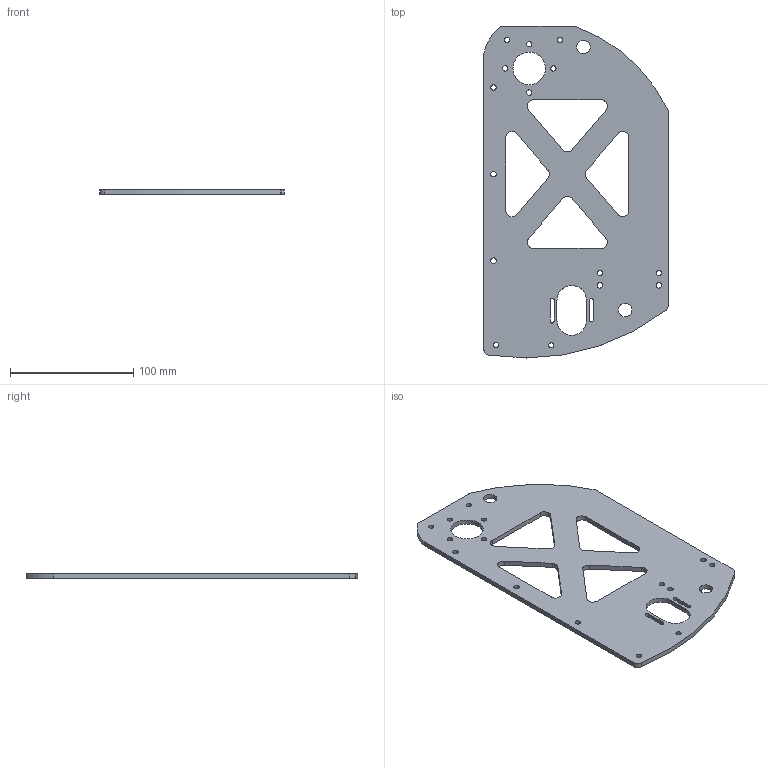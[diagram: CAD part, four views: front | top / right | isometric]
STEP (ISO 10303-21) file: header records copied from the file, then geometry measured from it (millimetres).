
FILE_DESCRIPTION(/* description */ (''),/* implementation_level */ '2;1');
FILE_NAME(/* name */ '',/* time_stamp */ '2026-01-23T15:57:04+03:00',/* author */ ('Phantom'),/* organization */ (''),/* preprocessor_version */ 'ST-DEVELOPER v20.1',/* originating_system */ 'Autodesk Inventor 2026',/* authorisation */ '');
FILE_SCHEMA (('AUTOMOTIVE_DESIGN { 1 0 10303 214 3 1 1 }'));
Length unit declared in the file: millimetre
Products named in the file (1): стенка пуляло
Bounding box: 150 x 269.91 x 4 mm (x, y, z)
Volume: 114541.6 mm3; surface area: 65215.6 mm2
Topology: 1 solids, 1 shells, 75 faces, 219 edges, 146 vertices
Faces by surface type: cylinder 48, plane 27
Full cylindrical faces by diameter (mm): 4.2 x4, 4.3 x4, 4.5 x7, 11 x2, 26.5 x1
Entity records: 2672 total; most frequent: DIRECTION 467, CARTESIAN_POINT 441, ORIENTED_EDGE 438, EDGE_CURVE 219, AXIS2_PLACEMENT_3D 172, VERTEX_POINT 146, EDGE_LOOP 125, LINE 123
